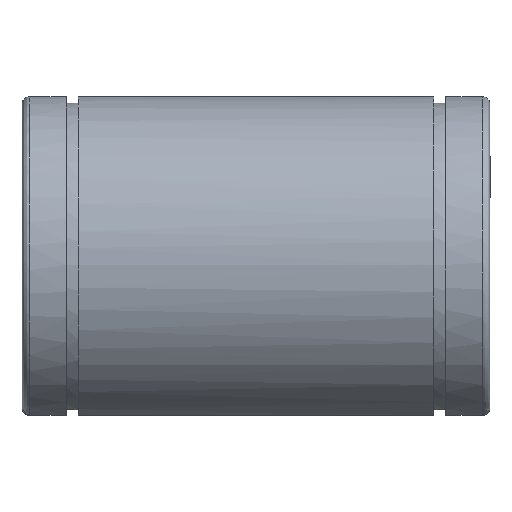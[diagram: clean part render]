
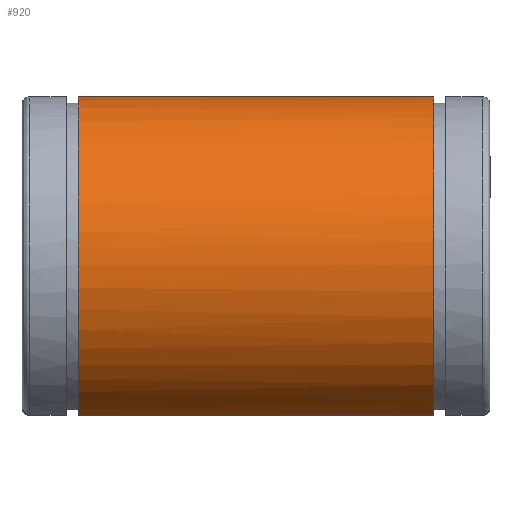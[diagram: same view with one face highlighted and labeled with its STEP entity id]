
A CAD part, top view. The second image highlights one B-rep face of the part: STEP entity #920.
In plain terms, the highlighted free-form (B-spline) face has degree [3, 1] with [7, 2] control points.
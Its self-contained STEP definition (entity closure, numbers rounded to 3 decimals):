
#10 = CARTESIAN_POINT ('', (110., -40.105, 20.41));
#20 = VERTEX_POINT ('', #10);
#30 = CARTESIAN_POINT ('', (15., -40.105, 20.41));
#40 = VERTEX_POINT ('', #30);
#50 = CARTESIAN_POINT ('', (110., -40.105, 20.41));
#60 = CARTESIAN_POINT ('', (15., -40.105, 20.41));
#70 = B_SPLINE_CURVE_WITH_KNOTS ('', 1, (#50, #60), .UNSPECIFIED., .F., .U., (2, 2), (0., 1.), .UNSPECIFIED.);
#80 = EDGE_CURVE ('', #20, #40, #70, .T.);
#90 = ORIENTED_EDGE ('', *, *, #80, .F.);
#100 = CARTESIAN_POINT ('', (110., 0., 45.));
#110 = VERTEX_POINT ('', #100);
#120 = CARTESIAN_POINT ('', (110., -40.105, 20.41));
#130 = CARTESIAN_POINT ('', (110., -32.921, 34.528));
#140 = CARTESIAN_POINT ('', (110., -18.85, 45.));
#150 = CARTESIAN_POINT ('', (110., 0., 45.));
#160 = (
   BOUNDED_CURVE ()
   B_SPLINE_CURVE (3, (#120, #130, #140, #150), .UNSPECIFIED., .F., .U.)
   B_SPLINE_CURVE_WITH_KNOTS ((4, 4), (0., 1.), .UNSPECIFIED.)
   CURVE ()
   GEOMETRIC_REPRESENTATION_ITEM ()
   RATIONAL_B_SPLINE_CURVE ((1., 0.783, 0.658, 0.625))
   REPRESENTATION_ITEM ('')
);
#170 = EDGE_CURVE ('', #20, #110, #160, .T.);
#180 = ORIENTED_EDGE ('', *, *, #170, .T.);
#190 = CARTESIAN_POINT ('', (110., 0., -45.));
#200 = VERTEX_POINT ('', #190);
#210 = CARTESIAN_POINT ('', (110., 0., 45.));
#220 = CARTESIAN_POINT ('', (110., 28.862, 45.));
#230 = CARTESIAN_POINT ('', (110., 45., 23.756));
#240 = CARTESIAN_POINT ('', (110., 45., 0.));
#250 = CARTESIAN_POINT ('', (110., 45., -23.756));
#260 = CARTESIAN_POINT ('', (110., 28.862, -45.));
#270 = CARTESIAN_POINT ('', (110., 0., -45.));
#280 = (
   BOUNDED_CURVE ()
   B_SPLINE_CURVE (3, (#210, #220, #230, #240, #250, #260, #270), .UNSPECIFIED., .F., .U.)
   B_SPLINE_CURVE_WITH_KNOTS ((4, 3, 4), (0., 0.5, 1.), .UNSPECIFIED.)
   CURVE ()
   GEOMETRIC_REPRESENTATION_ITEM ()
   RATIONAL_B_SPLINE_CURVE ((0.625, 0.581, 0.706, 1., 0.706, 0.581, 0.625))
   REPRESENTATION_ITEM ('')
);
#290 = EDGE_CURVE ('', #110, #200, #280, .T.);
#300 = ORIENTED_EDGE ('', *, *, #290, .T.);
#310 = CARTESIAN_POINT ('', (110., -40.105, -20.41));
#320 = VERTEX_POINT ('', #310);
#330 = CARTESIAN_POINT ('', (110., 0., -45.));
#340 = CARTESIAN_POINT ('', (110., -18.85, -45.));
#350 = CARTESIAN_POINT ('', (110., -32.921, -34.528));
#360 = CARTESIAN_POINT ('', (110., -40.105, -20.41));
#370 = (
   BOUNDED_CURVE ()
   B_SPLINE_CURVE (3, (#330, #340, #350, #360), .UNSPECIFIED., .F., .U.)
   B_SPLINE_CURVE_WITH_KNOTS ((4, 4), (0., 1.), .UNSPECIFIED.)
   CURVE ()
   GEOMETRIC_REPRESENTATION_ITEM ()
   RATIONAL_B_SPLINE_CURVE ((0.625, 0.658, 0.783, 1.))
   REPRESENTATION_ITEM ('')
);
#380 = EDGE_CURVE ('', #200, #320, #370, .T.);
#390 = ORIENTED_EDGE ('', *, *, #380, .T.);
#400 = CARTESIAN_POINT ('', (15., -40.105, -20.41));
#410 = VERTEX_POINT ('', #400);
#420 = CARTESIAN_POINT ('', (15., -40.105, -20.41));
#430 = CARTESIAN_POINT ('', (110., -40.105, -20.41));
#440 = B_SPLINE_CURVE_WITH_KNOTS ('', 1, (#420, #430), .UNSPECIFIED., .F., .U., (2, 2), (0., 1.), .UNSPECIFIED.);
#450 = EDGE_CURVE ('', #410, #320, #440, .T.);
#460 = ORIENTED_EDGE ('', *, *, #450, .F.);
#470 = CARTESIAN_POINT ('', (15., 0., -45.));
#480 = VERTEX_POINT ('', #470);
#490 = CARTESIAN_POINT ('', (15., -40.105, -20.41));
#500 = CARTESIAN_POINT ('', (15., -32.921, -34.528));
#510 = CARTESIAN_POINT ('', (15., -18.85, -45.));
#520 = CARTESIAN_POINT ('', (15., 0., -45.));
#530 = (
   BOUNDED_CURVE ()
   B_SPLINE_CURVE (3, (#490, #500, #510, #520), .UNSPECIFIED., .F., .U.)
   B_SPLINE_CURVE_WITH_KNOTS ((4, 4), (0., 1.), .UNSPECIFIED.)
   CURVE ()
   GEOMETRIC_REPRESENTATION_ITEM ()
   RATIONAL_B_SPLINE_CURVE ((1., 0.783, 0.658, 0.625))
   REPRESENTATION_ITEM ('')
);
#540 = EDGE_CURVE ('', #410, #480, #530, .T.);
#550 = ORIENTED_EDGE ('', *, *, #540, .T.);
#560 = CARTESIAN_POINT ('', (15., 0., 45.));
#570 = VERTEX_POINT ('', #560);
#580 = CARTESIAN_POINT ('', (15., 0., -45.));
#590 = CARTESIAN_POINT ('', (15., 28.862, -45.));
#600 = CARTESIAN_POINT ('', (15., 45., -23.756));
#610 = CARTESIAN_POINT ('', (15., 45., 0.));
#620 = CARTESIAN_POINT ('', (15., 45., 23.756));
#630 = CARTESIAN_POINT ('', (15., 28.862, 45.));
#640 = CARTESIAN_POINT ('', (15., 0., 45.));
#650 = (
   BOUNDED_CURVE ()
   B_SPLINE_CURVE (3, (#580, #590, #600, #610, #620, #630, #640), .UNSPECIFIED., .F., .U.)
   B_SPLINE_CURVE_WITH_KNOTS ((4, 3, 4), (0., 0.5, 1.), .UNSPECIFIED.)
   CURVE ()
   GEOMETRIC_REPRESENTATION_ITEM ()
   RATIONAL_B_SPLINE_CURVE ((0.625, 0.581, 0.706, 1., 0.706, 0.581, 0.625))
   REPRESENTATION_ITEM ('')
);
#660 = EDGE_CURVE ('', #480, #570, #650, .T.);
#670 = ORIENTED_EDGE ('', *, *, #660, .T.);
#680 = CARTESIAN_POINT ('', (15., 0., 45.));
#690 = CARTESIAN_POINT ('', (15., -18.85, 45.));
#700 = CARTESIAN_POINT ('', (15., -32.921, 34.528));
#710 = CARTESIAN_POINT ('', (15., -40.105, 20.41));
#720 = (
   BOUNDED_CURVE ()
   B_SPLINE_CURVE (3, (#680, #690, #700, #710), .UNSPECIFIED., .F., .U.)
   B_SPLINE_CURVE_WITH_KNOTS ((4, 4), (0., 1.), .UNSPECIFIED.)
   CURVE ()
   GEOMETRIC_REPRESENTATION_ITEM ()
   RATIONAL_B_SPLINE_CURVE ((0.625, 0.658, 0.783, 1.))
   REPRESENTATION_ITEM ('')
);
#730 = EDGE_CURVE ('', #570, #40, #720, .T.);
#740 = ORIENTED_EDGE ('', *, *, #730, .T.);
#750 = EDGE_LOOP ('', (#90, #180, #300, #390, #460, #550, #670, #740));
#760 = FACE_OUTER_BOUND ('', #750, .T.);
#770 = CARTESIAN_POINT ('', (5.5, -40.105, -20.41));
#780 = CARTESIAN_POINT ('', (119.5, -40.105, -20.41));
#790 = CARTESIAN_POINT ('', (5.5, -13.036, -73.6));
#800 = CARTESIAN_POINT ('', (119.5, -13.036, -73.6));
#810 = CARTESIAN_POINT ('', (5.5, 45., -59.682));
#820 = CARTESIAN_POINT ('', (119.5, 45., -59.682));
#830 = CARTESIAN_POINT ('', (5.5, 45., 0.));
#840 = CARTESIAN_POINT ('', (119.5, 45., 0.));
#850 = CARTESIAN_POINT ('', (5.5, 45., 59.682));
#860 = CARTESIAN_POINT ('', (119.5, 45., 59.682));
#870 = CARTESIAN_POINT ('', (5.5, -13.036, 73.6));
#880 = CARTESIAN_POINT ('', (119.5, -13.036, 73.6));
#890 = CARTESIAN_POINT ('', (5.5, -40.105, 20.41));
#900 = CARTESIAN_POINT ('', (119.5, -40.105, 20.41));
#910 = (
   BOUNDED_SURFACE ()
   B_SPLINE_SURFACE (3, 1, ((#770, #780), (#790, #800), (#810, #820), (#830, #840), (#850, #860), (#870, #880), (#890, #900)), .UNSPECIFIED., .F., .F., .U.)
   B_SPLINE_SURFACE_WITH_KNOTS ((4, 3, 4), (2, 2), (0., 0.5, 1.), (0., 1.), .UNSPECIFIED.)
   SURFACE ()
   GEOMETRIC_REPRESENTATION_ITEM ()
   RATIONAL_B_SPLINE_SURFACE (((1., 1.), (0.489, 0.489), (0.489, 0.489), (1., 1.), (0.489, 0.489), (0.489, 0.489), (1., 1.)))
   REPRESENTATION_ITEM ('')
);
#920 = ADVANCED_FACE ('', (#760), #910, .T.);
